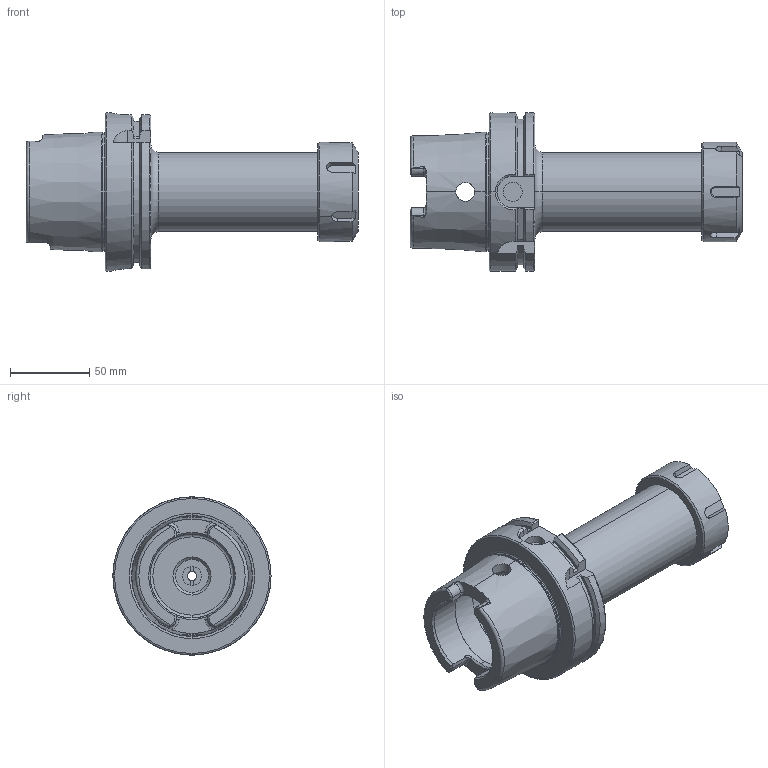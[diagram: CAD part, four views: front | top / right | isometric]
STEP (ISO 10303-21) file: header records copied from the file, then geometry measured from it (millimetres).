
FILE_DESCRIPTION (( 'STEP AP203' ), '1' );
FILE_NAME ('FWA100H-ERS40160.STEP', '2024-09-05T04:43:40', ( '' ), ( '' ), 'SwSTEP 2.0', 'SolidWorks 2024', '' );
FILE_SCHEMA (( 'CONFIG_CONTROL_DESIGN' ));
Length unit declared in the file: millimetre
Products named in the file (4): FWA100H-ERS40160; FTNUTER40; HSKA100CCHER40160WW; FTSCWM28X150
Assembly tree (3 placements, depth 2):
  FWA100H-ERS40160
    HSKA100CCHER40160WW
    FTNUTER40
    FTSCWM28X150
Bounding box: 210 x 100 x 100 mm (x, y, z)
Volume: 462021.2 mm3; surface area: 92492.8 mm2
Topology: 3 solids, 3 shells, 257 faces, 650 edges, 404 vertices
Faces by surface type: plane 95, cylinder 66, cone 53, torus 33, bspline 10
Entity records: 9578 total; most frequent: CARTESIAN_POINT 3107, ORIENTED_EDGE 1296, DIRECTION 1258, EDGE_CURVE 648, AXIS2_PLACEMENT_3D 505, VERTEX_POINT 404, EDGE_LOOP 274, FACE_OUTER_BOUND 257
